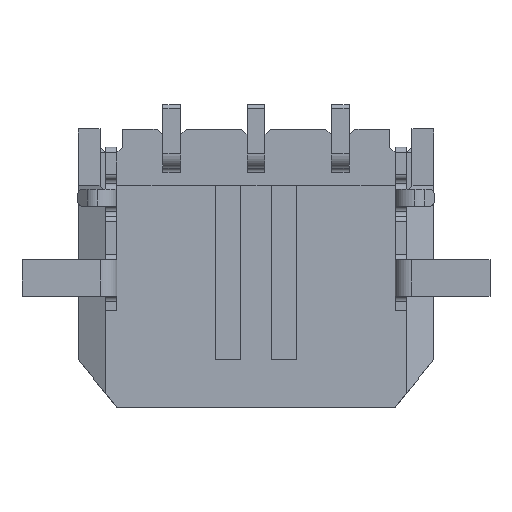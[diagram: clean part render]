
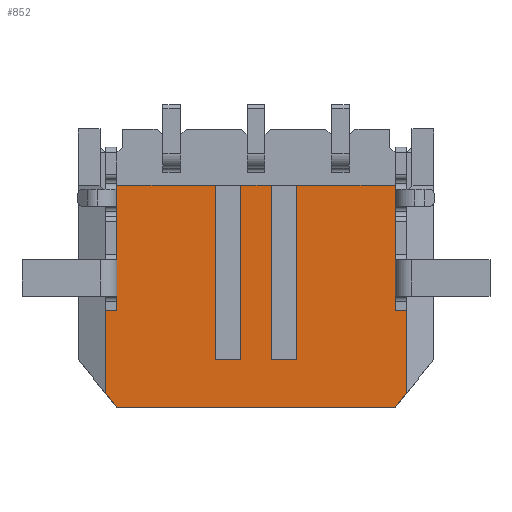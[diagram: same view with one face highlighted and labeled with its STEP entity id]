
A CAD part, top view. The second image highlights one B-rep face of the part: STEP entity #852.
In plain terms, the highlighted planar face has unit normal (0, 0, 1).
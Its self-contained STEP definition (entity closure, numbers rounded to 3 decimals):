
#131=CARTESIAN_POINT('',(-0.55,-1.577,0.795));
#132=VERTEX_POINT('',#131);
#157=CARTESIAN_POINT('',(-0.15,-1.083,0.795));
#158=VERTEX_POINT('',#157);
#165=CARTESIAN_POINT('',(-0.15,-1.083,0.795));
#166=DIRECTION('',(-0.629,-0.778,0.));
#167=VECTOR('',#166,0.636);
#168=LINE('',#165,#167);
#169=EDGE_CURVE('',#158,#132,#168,.T.);
#678=CARTESIAN_POINT('',(-11.825,-1.577,0.795));
#679=DIRECTION('',(-1.,0.,0.));
#680=DIRECTION('',(0.,0.,1.));
#681=AXIS2_PLACEMENT_3D('',#678,#680,#679);
#682=PLANE('',#681);
#683=CARTESIAN_POINT('',(-0.55,2.373,0.795));
#684=VERTEX_POINT('',#683);
#685=CARTESIAN_POINT('',(-0.55,1.873,0.795));
#686=VERTEX_POINT('',#685);
#687=CARTESIAN_POINT('',(-0.55,2.373,0.795));
#688=DIRECTION('',(0.,-1.,0.));
#689=VECTOR('',#688,0.5);
#690=LINE('',#687,#689);
#691=EDGE_CURVE('',#684,#686,#690,.T.);
#692=ORIENTED_EDGE('',*,*,#691,.F.);
#693=CARTESIAN_POINT('',(-0.55,3.673,0.795));
#694=VERTEX_POINT('',#693);
#695=CARTESIAN_POINT('',(-0.55,3.673,0.795));
#696=DIRECTION('',(0.,-1.,0.));
#697=VECTOR('',#696,1.3);
#698=LINE('',#695,#697);
#699=EDGE_CURVE('',#694,#684,#698,.T.);
#700=ORIENTED_EDGE('',*,*,#699,.F.);
#701=CARTESIAN_POINT('',(-0.55,6.323,0.795));
#702=VERTEX_POINT('',#701);
#703=CARTESIAN_POINT('',(-0.55,6.323,0.795));
#704=DIRECTION('',(0.,-1.,0.));
#705=VECTOR('',#704,2.65);
#706=LINE('',#703,#705);
#707=EDGE_CURVE('',#702,#694,#706,.T.);
#708=ORIENTED_EDGE('',*,*,#707,.F.);
#709=CARTESIAN_POINT('',(-4.05,6.323,0.795));
#710=VERTEX_POINT('',#709);
#711=CARTESIAN_POINT('',(-0.55,6.323,0.795));
#712=DIRECTION('',(-1.,0.,0.));
#713=VECTOR('',#712,3.5);
#714=LINE('',#711,#713);
#715=EDGE_CURVE('',#702,#710,#714,.T.);
#716=ORIENTED_EDGE('',*,*,#715,.T.);
#717=CARTESIAN_POINT('',(-4.05,0.123,0.795));
#718=VERTEX_POINT('',#717);
#719=CARTESIAN_POINT('',(-4.05,6.323,0.795));
#720=DIRECTION('',(0.,-1.,0.));
#721=VECTOR('',#720,6.2);
#722=LINE('',#719,#721);
#723=EDGE_CURVE('',#710,#718,#722,.T.);
#724=ORIENTED_EDGE('',*,*,#723,.T.);
#725=CARTESIAN_POINT('',(-4.95,0.123,0.795));
#726=VERTEX_POINT('',#725);
#727=CARTESIAN_POINT('',(-4.05,0.123,0.795));
#728=DIRECTION('',(-1.,0.,0.));
#729=VECTOR('',#728,0.9);
#730=LINE('',#727,#729);
#731=EDGE_CURVE('',#718,#726,#730,.T.);
#732=ORIENTED_EDGE('',*,*,#731,.T.);
#733=CARTESIAN_POINT('',(-4.95,6.323,0.795));
#734=VERTEX_POINT('',#733);
#735=CARTESIAN_POINT('',(-4.95,0.123,0.795));
#736=DIRECTION('',(0.,1.,0.));
#737=VECTOR('',#736,6.2);
#738=LINE('',#735,#737);
#739=EDGE_CURVE('',#726,#734,#738,.T.);
#740=ORIENTED_EDGE('',*,*,#739,.T.);
#741=CARTESIAN_POINT('',(-6.05,6.323,0.795));
#742=VERTEX_POINT('',#741);
#743=CARTESIAN_POINT('',(-4.95,6.323,0.795));
#744=DIRECTION('',(-1.,0.,0.));
#745=VECTOR('',#744,1.1);
#746=LINE('',#743,#745);
#747=EDGE_CURVE('',#734,#742,#746,.T.);
#748=ORIENTED_EDGE('',*,*,#747,.T.);
#749=CARTESIAN_POINT('',(-6.05,0.123,0.795));
#750=VERTEX_POINT('',#749);
#751=CARTESIAN_POINT('',(-6.05,6.323,0.795));
#752=DIRECTION('',(0.,-1.,0.));
#753=VECTOR('',#752,6.2);
#754=LINE('',#751,#753);
#755=EDGE_CURVE('',#742,#750,#754,.T.);
#756=ORIENTED_EDGE('',*,*,#755,.T.);
#757=CARTESIAN_POINT('',(-6.95,0.123,0.795));
#758=VERTEX_POINT('',#757);
#759=CARTESIAN_POINT('',(-6.05,0.123,0.795));
#760=DIRECTION('',(-1.,0.,0.));
#761=VECTOR('',#760,0.9);
#762=LINE('',#759,#761);
#763=EDGE_CURVE('',#750,#758,#762,.T.);
#764=ORIENTED_EDGE('',*,*,#763,.T.);
#765=CARTESIAN_POINT('',(-6.95,6.323,0.795));
#766=VERTEX_POINT('',#765);
#767=CARTESIAN_POINT('',(-6.95,0.123,0.795));
#768=DIRECTION('',(0.,1.,0.));
#769=VECTOR('',#768,6.2);
#770=LINE('',#767,#769);
#771=EDGE_CURVE('',#758,#766,#770,.T.);
#772=ORIENTED_EDGE('',*,*,#771,.T.);
#773=CARTESIAN_POINT('',(-10.45,6.323,0.795));
#774=VERTEX_POINT('',#773);
#775=CARTESIAN_POINT('',(-6.95,6.323,0.795));
#776=DIRECTION('',(-1.,0.,0.));
#777=VECTOR('',#776,3.5);
#778=LINE('',#775,#777);
#779=EDGE_CURVE('',#766,#774,#778,.T.);
#780=ORIENTED_EDGE('',*,*,#779,.T.);
#781=CARTESIAN_POINT('',(-10.45,3.673,0.795));
#782=VERTEX_POINT('',#781);
#783=CARTESIAN_POINT('',(-10.45,6.323,0.795));
#784=DIRECTION('',(0.,-1.,0.));
#785=VECTOR('',#784,2.65);
#786=LINE('',#783,#785);
#787=EDGE_CURVE('',#774,#782,#786,.T.);
#788=ORIENTED_EDGE('',*,*,#787,.T.);
#789=CARTESIAN_POINT('',(-10.45,2.373,0.795));
#790=VERTEX_POINT('',#789);
#791=CARTESIAN_POINT('',(-10.45,3.673,0.795));
#792=DIRECTION('',(0.,-1.,0.));
#793=VECTOR('',#792,1.3);
#794=LINE('',#791,#793);
#795=EDGE_CURVE('',#782,#790,#794,.T.);
#796=ORIENTED_EDGE('',*,*,#795,.T.);
#797=CARTESIAN_POINT('',(-10.45,1.873,0.795));
#798=VERTEX_POINT('',#797);
#799=CARTESIAN_POINT('',(-10.45,2.373,0.795));
#800=DIRECTION('',(0.,-1.,0.));
#801=VECTOR('',#800,0.5);
#802=LINE('',#799,#801);
#803=EDGE_CURVE('',#790,#798,#802,.T.);
#804=ORIENTED_EDGE('',*,*,#803,.T.);
#805=CARTESIAN_POINT('',(-10.85,1.873,0.795));
#806=VERTEX_POINT('',#805);
#807=CARTESIAN_POINT('',(-10.45,1.873,0.795));
#808=DIRECTION('',(-1.,0.,0.));
#809=VECTOR('',#808,0.4);
#810=LINE('',#807,#809);
#811=EDGE_CURVE('',#798,#806,#810,.T.);
#812=ORIENTED_EDGE('',*,*,#811,.T.);
#813=CARTESIAN_POINT('',(-10.85,-1.083,0.795));
#814=VERTEX_POINT('',#813);
#815=CARTESIAN_POINT('',(-10.85,1.873,0.795));
#816=DIRECTION('',(0.,-1.,0.));
#817=VECTOR('',#816,2.955);
#818=LINE('',#815,#817);
#819=EDGE_CURVE('',#806,#814,#818,.T.);
#820=ORIENTED_EDGE('',*,*,#819,.T.);
#821=CARTESIAN_POINT('',(-10.45,-1.577,0.795));
#822=VERTEX_POINT('',#821);
#823=CARTESIAN_POINT('',(-10.85,-1.083,0.795));
#824=DIRECTION('',(0.629,-0.778,0.));
#825=VECTOR('',#824,0.636);
#826=LINE('',#823,#825);
#827=EDGE_CURVE('',#814,#822,#826,.T.);
#828=ORIENTED_EDGE('',*,*,#827,.T.);
#829=CARTESIAN_POINT('',(-10.45,-1.577,0.795));
#830=DIRECTION('',(1.,0.,0.));
#831=VECTOR('',#830,9.9);
#832=LINE('',#829,#831);
#833=EDGE_CURVE('',#822,#132,#832,.T.);
#834=ORIENTED_EDGE('',*,*,#833,.T.);
#835=ORIENTED_EDGE('',*,*,#169,.F.);
#836=CARTESIAN_POINT('',(-0.15,1.873,0.795));
#837=VERTEX_POINT('',#836);
#838=CARTESIAN_POINT('',(-0.15,-1.083,0.795));
#839=DIRECTION('',(0.,1.,0.));
#840=VECTOR('',#839,2.955);
#841=LINE('',#838,#840);
#842=EDGE_CURVE('',#158,#837,#841,.T.);
#843=ORIENTED_EDGE('',*,*,#842,.T.);
#844=CARTESIAN_POINT('',(-0.15,1.873,0.795));
#845=DIRECTION('',(-1.,0.,0.));
#846=VECTOR('',#845,0.4);
#847=LINE('',#844,#846);
#848=EDGE_CURVE('',#837,#686,#847,.T.);
#849=ORIENTED_EDGE('',*,*,#848,.T.);
#850=EDGE_LOOP('',(#692,#700,#708,#716,#724,#732,#740,#748,#756,#764,#772,#780,#788,#796,#804,#812,#820,#828,#834,#835,#843,#849));
#851=FACE_OUTER_BOUND('',#850,.T.);
#852=ADVANCED_FACE('',(#851),#682,.T.);
